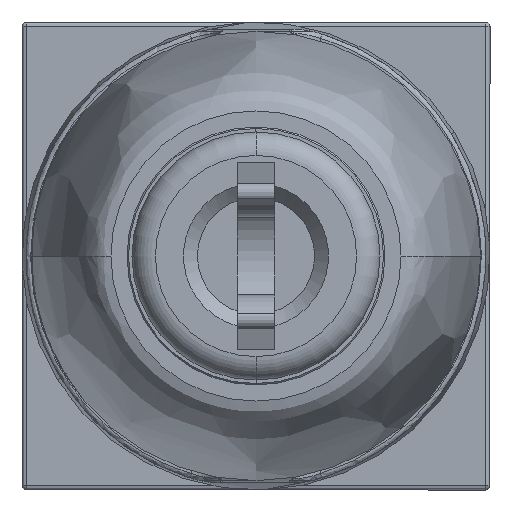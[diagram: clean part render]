
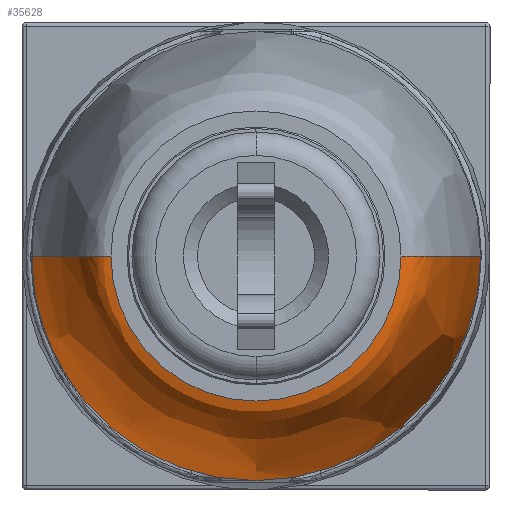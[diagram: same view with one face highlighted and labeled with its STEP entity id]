
A CAD part, left-side view. The second image highlights one B-rep face of the part: STEP entity #35628.
In plain terms, the highlighted free-form (B-spline) face has degree [3, 3] with [6, 4] control points.
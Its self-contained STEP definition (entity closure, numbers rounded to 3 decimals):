
#1598 = VERTEX_POINT ( 'NONE', #22653 ) ;
#2528 = CARTESIAN_POINT ( 'NONE',  ( 4.822, 3.1, -6.2 ) ) ;
#3268 = CARTESIAN_POINT ( 'NONE',  ( 13.822, 0., 0. ) ) ;
#5362 = VERTEX_POINT ( 'NONE', #42841 ) ;
#5879 = CARTESIAN_POINT ( 'NONE',  ( 10.153, 4.759, 0. ) ) ;
#7342 = CARTESIAN_POINT ( 'NONE',  ( 13.398, -4.8, 0. ) ) ;
#8916 = VERTEX_POINT ( 'NONE', #12362 ) ;
#9230 = CARTESIAN_POINT ( 'NONE',  ( 4.822, 3.71, 0. ) ) ;
#9391 = CARTESIAN_POINT ( 'NONE',  ( 13.398, 4.8, -9.6 ) ) ;
#9550 = CARTESIAN_POINT ( 'NONE',  ( 4.822, -3.1, 0. ) ) ;
#9688 = CARTESIAN_POINT ( 'NONE',  ( 4.822, -3.1, -6.2 ) ) ;
#10029 = DIRECTION ( 'NONE',  ( 0., 0., 1. ) ) ;
#10462 = CARTESIAN_POINT ( 'NONE',  ( 6.753, 4.294, 0. ) ) ;
#11657 = VERTEX_POINT ( 'NONE', #9550 ) ;
#12006 = CIRCLE ( 'NONE', #41404, 3.1 ) ;
#12192 = EDGE_LOOP ( 'NONE', ( #46461, #23060, #27664, #22551, #40829 ) ) ;
#12362 = CARTESIAN_POINT ( 'NONE',  ( 13.822, -4.8, 0. ) ) ;
#12539 = EDGE_CURVE ( 'NONE', #5362, #14690, #30387, .T. ) ;
#13021 = CARTESIAN_POINT ( 'NONE',  ( 4.822, 3.71, -7.421 ) ) ;
#13177 = CARTESIAN_POINT ( 'NONE',  ( 4.822, 3.1, 0. ) ) ;
#14634 = CARTESIAN_POINT ( 'NONE',  ( 4.822, -3.1, 0. ) ) ;
#14690 = VERTEX_POINT ( 'NONE', #25699 ) ;
#14765 = B_SPLINE_CURVE_WITH_KNOTS ( 'NONE', 3,
 ( #28905, #7342, #22208, #44039, #32721, #14634 ),
 .UNSPECIFIED., .F., .F.,
 ( 4, 1, 1, 4 ),
 ( 0., 0.429, 0.529, 1. ),
 .UNSPECIFIED. ) ;
#16242 = AXIS2_PLACEMENT_3D ( 'NONE', #3268, #46171, #42815 ) ;
#16302 = CARTESIAN_POINT ( 'NONE',  ( 13.822, -4.8, 0. ) ) ;
#16921 = CARTESIAN_POINT ( 'NONE',  ( 6.753, -4.294, 0. ) ) ;
#18449 = CARTESIAN_POINT ( 'NONE',  ( 13.822, 0., 0. ) ) ;
#19784 = EDGE_CURVE ( 'NONE', #8916, #11657, #14765, .T. ) ;
#20559 = CARTESIAN_POINT ( 'NONE',  ( 10.153, -4.759, 0. ) ) ;
#21998 =( BOUNDED_SURFACE ( )  B_SPLINE_SURFACE ( 3, 3, ( 
 ( #30789, #37311, #40979, #16302 ),
 ( #45600, #9391, #23757, #35058 ),
 ( #5879, #42417, #30946, #20559 ),
 ( #27894, #31267, #27281, #16921 ),
 ( #9230, #13021, #31108, #34895 ),
 ( #13177, #2528, #9688, #41776 ) ),
 .UNSPECIFIED., .F., .F., .F. ) 
 B_SPLINE_SURFACE_WITH_KNOTS ( ( 4, 1, 1, 4 ),
 ( 4, 4 ),
 ( 0., 0.429, 0.529, 1. ),
 ( 0., 1. ),
 .UNSPECIFIED. ) 
 GEOMETRIC_REPRESENTATION_ITEM ( )  RATIONAL_B_SPLINE_SURFACE ( (
 ( 1., 0.333, 0.333, 1.),
 ( 1., 0.333, 0.333, 1.),
 ( 1., 0.333, 0.333, 1.),
 ( 1., 0.333, 0.333, 1.),
 ( 1., 0.333, 0.333, 1.),
 ( 1., 0.333, 0.333, 1.) ) ) 
 REPRESENTATION_ITEM ( '' )  SURFACE ( )  );
#22094 = DIRECTION ( 'NONE',  ( 0., 0., 1. ) ) ;
#22208 = CARTESIAN_POINT ( 'NONE',  ( 10.153, -4.759, 0. ) ) ;
#22551 = ORIENTED_EDGE ( 'NONE', *, *, #43922, .F. ) ;
#22653 = CARTESIAN_POINT ( 'NONE',  ( 4.822, 3.1, 0. ) ) ;
#23060 = ORIENTED_EDGE ( 'NONE', *, *, #19784, .T. ) ;
#23757 = CARTESIAN_POINT ( 'NONE',  ( 13.398, -4.8, -9.6 ) ) ;
#24991 = CARTESIAN_POINT ( 'NONE',  ( 10.153, 4.759, 0. ) ) ;
#25699 = CARTESIAN_POINT ( 'NONE',  ( 13.822, 0., -4.8 ) ) ;
#27281 = CARTESIAN_POINT ( 'NONE',  ( 6.753, -4.294, -8.588 ) ) ;
#27401 = AXIS2_PLACEMENT_3D ( 'NONE', #18449, #36751, #22094 ) ;
#27664 = ORIENTED_EDGE ( 'NONE', *, *, #39370, .F. ) ;
#27894 = CARTESIAN_POINT ( 'NONE',  ( 6.753, 4.294, 0. ) ) ;
#28364 = CARTESIAN_POINT ( 'NONE',  ( 4.822, 3.71, 0. ) ) ;
#28905 = CARTESIAN_POINT ( 'NONE',  ( 13.822, -4.8, 0. ) ) ;
#30387 = CIRCLE ( 'NONE', #27401, 4.8 ) ;
#30789 = CARTESIAN_POINT ( 'NONE',  ( 13.822, 4.8, 0. ) ) ;
#30946 = CARTESIAN_POINT ( 'NONE',  ( 10.153, -4.759, -9.518 ) ) ;
#31108 = CARTESIAN_POINT ( 'NONE',  ( 4.822, -3.71, -7.421 ) ) ;
#31267 = CARTESIAN_POINT ( 'NONE',  ( 6.753, 4.294, -8.588 ) ) ;
#32030 = CARTESIAN_POINT ( 'NONE',  ( 4.822, 3.1, 0. ) ) ;
#32061 = FACE_OUTER_BOUND ( 'NONE', #12192, .T. ) ;
#32721 = CARTESIAN_POINT ( 'NONE',  ( 4.822, -3.71, 0. ) ) ;
#34895 = CARTESIAN_POINT ( 'NONE',  ( 4.822, -3.71, 0. ) ) ;
#35058 = CARTESIAN_POINT ( 'NONE',  ( 13.398, -4.8, 0. ) ) ;
#35364 = CARTESIAN_POINT ( 'NONE',  ( 13.822, 4.8, 0. ) ) ;
#35388 = EDGE_CURVE ( 'NONE', #14690, #8916, #37736, .T. ) ;
#35628 = ADVANCED_FACE ( 'NONE', ( #32061 ), #21998, .F. ) ;
#36751 = DIRECTION ( 'NONE',  ( -1., 0., 0. ) ) ;
#37113 = B_SPLINE_CURVE_WITH_KNOTS ( 'NONE', 3,
 ( #35364, #46531, #24991, #10462, #28364, #32030 ),
 .UNSPECIFIED., .F., .F.,
 ( 4, 1, 1, 4 ),
 ( 0., 0.429, 0.529, 1. ),
 .UNSPECIFIED. ) ;
#37311 = CARTESIAN_POINT ( 'NONE',  ( 13.822, 4.8, -9.6 ) ) ;
#37736 = CIRCLE ( 'NONE', #16242, 4.8 ) ;
#39370 = EDGE_CURVE ( 'NONE', #1598, #11657, #12006, .T. ) ;
#40829 = ORIENTED_EDGE ( 'NONE', *, *, #12539, .T. ) ;
#40979 = CARTESIAN_POINT ( 'NONE',  ( 13.822, -4.8, -9.6 ) ) ;
#41404 = AXIS2_PLACEMENT_3D ( 'NONE', #46401, #42727, #10029 ) ;
#41776 = CARTESIAN_POINT ( 'NONE',  ( 4.822, -3.1, 0. ) ) ;
#42417 = CARTESIAN_POINT ( 'NONE',  ( 10.153, 4.759, -9.518 ) ) ;
#42727 = DIRECTION ( 'NONE',  ( -1., 0., 0. ) ) ;
#42815 = DIRECTION ( 'NONE',  ( 0., 0., 1. ) ) ;
#42841 = CARTESIAN_POINT ( 'NONE',  ( 13.822, 4.8, 0. ) ) ;
#43922 = EDGE_CURVE ( 'NONE', #5362, #1598, #37113, .T. ) ;
#44039 = CARTESIAN_POINT ( 'NONE',  ( 6.753, -4.294, 0. ) ) ;
#45600 = CARTESIAN_POINT ( 'NONE',  ( 13.398, 4.8, 0. ) ) ;
#46171 = DIRECTION ( 'NONE',  ( -1., 0., 0. ) ) ;
#46401 = CARTESIAN_POINT ( 'NONE',  ( 4.822, 0., 0. ) ) ;
#46461 = ORIENTED_EDGE ( 'NONE', *, *, #35388, .T. ) ;
#46531 = CARTESIAN_POINT ( 'NONE',  ( 13.398, 4.8, 0. ) ) ;
